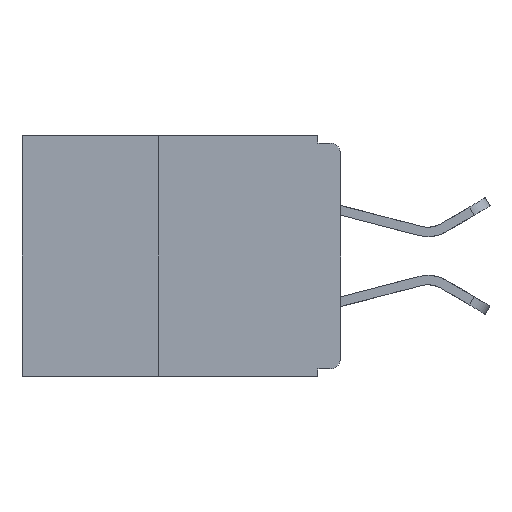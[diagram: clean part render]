
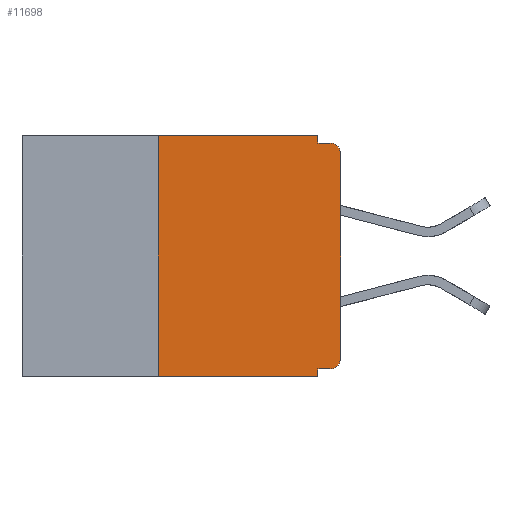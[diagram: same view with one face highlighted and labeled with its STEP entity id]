
A CAD part, left-side view. The second image highlights one B-rep face of the part: STEP entity #11698.
In plain terms, the highlighted planar face has unit normal (-1, 0, 0).
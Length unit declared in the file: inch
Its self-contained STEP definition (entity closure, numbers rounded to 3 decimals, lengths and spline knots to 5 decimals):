
#253 = CARTESIAN_POINT ( 'NONE',  ( 0., 0., 0. ) ) ;
#889 = EDGE_CURVE ( 'NONE', #7791, #18660, #9034, .T. ) ;
#925 = ORIENTED_EDGE ( 'NONE', *, *, #13383, .T. ) ;
#1102 = CARTESIAN_POINT ( 'NONE',  ( 0., 0., -0.32 ) ) ;
#1216 = CARTESIAN_POINT ( 'NONE',  ( 0., 0.437, -0.33 ) ) ;
#1692 = DIRECTION ( 'NONE',  ( 0., -1., 0. ) ) ;
#1724 = CARTESIAN_POINT ( 'NONE',  ( 0., 0.031, -0.33 ) ) ;
#1897 = AXIS2_PLACEMENT_3D ( 'NONE', #22191, #18971, #8774 ) ;
#2055 = CARTESIAN_POINT ( 'NONE',  ( 0., 0.031, -0.01 ) ) ;
#2196 = EDGE_LOOP ( 'NONE', ( #3626, #5854, #20863, #19860, #15913, #18022, #16695, #4603, #14351, #925 ) ) ;
#2346 = VERTEX_POINT ( 'NONE', #17520 ) ;
#2429 = CARTESIAN_POINT ( 'NONE',  ( 0., 0.031, -0.33 ) ) ;
#2552 = LINE ( 'NONE', #253, #11368 ) ;
#3626 = ORIENTED_EDGE ( 'NONE', *, *, #11876, .T. ) ;
#4603 = ORIENTED_EDGE ( 'NONE', *, *, #20344, .F. ) ;
#4787 = VECTOR ( 'NONE', #1692, 39.37008 ) ;
#5854 = ORIENTED_EDGE ( 'NONE', *, *, #14081, .T. ) ;
#6030 = CARTESIAN_POINT ( 'NONE',  ( 0., 0.25, -0.33 ) ) ;
#6521 = DIRECTION ( 'NONE',  ( -1., 0., 0. ) ) ;
#7515 = CARTESIAN_POINT ( 'NONE',  ( 0., 0.015, -0.32 ) ) ;
#7660 = VERTEX_POINT ( 'NONE', #8031 ) ;
#7791 = VERTEX_POINT ( 'NONE', #15267 ) ;
#7933 = CARTESIAN_POINT ( 'NONE',  ( 0., 0.015, -0.01 ) ) ;
#7945 = VERTEX_POINT ( 'NONE', #14066 ) ;
#8031 = CARTESIAN_POINT ( 'NONE',  ( 0., 0., -0.305 ) ) ;
#8687 = EDGE_CURVE ( 'NONE', #2346, #14223, #11357, .T. ) ;
#8774 = DIRECTION ( 'NONE',  ( 0., 0., -1. ) ) ;
#8823 = CARTESIAN_POINT ( 'NONE',  ( 0., 0.015, -0.025 ) ) ;
#8976 = EDGE_CURVE ( 'NONE', #14223, #15861, #14278, .T. ) ;
#9034 = LINE ( 'NONE', #1216, #12540 ) ;
#9383 = VECTOR ( 'NONE', #10548, 39.37008 ) ;
#9458 = LINE ( 'NONE', #20671, #4787 ) ;
#9555 = DIRECTION ( 'NONE',  ( 0., 0., 1. ) ) ;
#10106 = DIRECTION ( 'NONE',  ( 0., -1., 0. ) ) ;
#10221 = AXIS2_PLACEMENT_3D ( 'NONE', #8823, #20711, #10563 ) ;
#10269 = VECTOR ( 'NONE', #16193, 39.37008 ) ;
#10548 = DIRECTION ( 'NONE',  ( 0., 0., -1. ) ) ;
#10563 = DIRECTION ( 'NONE',  ( 0., 0., -1. ) ) ;
#10735 = LINE ( 'NONE', #6030, #14689 ) ;
#11357 = LINE ( 'NONE', #12812, #10269 ) ;
#11368 = VECTOR ( 'NONE', #15990, 39.37008 ) ;
#11698 = ADVANCED_FACE ( 'NONE', ( #19590 ), #15547, .F. ) ;
#11876 = EDGE_CURVE ( 'NONE', #7660, #7945, #2552, .T. ) ;
#12100 = DIRECTION ( 'NONE',  ( 0., -1., 0. ) ) ;
#12540 = VECTOR ( 'NONE', #12100, 39.37008 ) ;
#12812 = CARTESIAN_POINT ( 'NONE',  ( 0., 0.031, 0. ) ) ;
#13371 = DIRECTION ( 'NONE',  ( 0., 1., 0. ) ) ;
#13383 = EDGE_CURVE ( 'NONE', #19856, #7660, #16058, .T. ) ;
#13453 = CARTESIAN_POINT ( 'NONE',  ( 0., 0., -0.01 ) ) ;
#13897 = LINE ( 'NONE', #1724, #9383 ) ;
#14066 = CARTESIAN_POINT ( 'NONE',  ( 0., 0., -0.025 ) ) ;
#14081 = EDGE_CURVE ( 'NONE', #7945, #15861, #20276, .T. ) ;
#14223 = VERTEX_POINT ( 'NONE', #2055 ) ;
#14278 = LINE ( 'NONE', #13453, #22137 ) ;
#14351 = ORIENTED_EDGE ( 'NONE', *, *, #18205, .F. ) ;
#14689 = VECTOR ( 'NONE', #9555, 39.37008 ) ;
#14800 = VERTEX_POINT ( 'NONE', #17501 ) ;
#15267 = CARTESIAN_POINT ( 'NONE',  ( 0., 0.25, -0.33 ) ) ;
#15547 = PLANE ( 'NONE',  #1897 ) ;
#15861 = VERTEX_POINT ( 'NONE', #7933 ) ;
#15913 = ORIENTED_EDGE ( 'NONE', *, *, #17931, .F. ) ;
#15990 = DIRECTION ( 'NONE',  ( 0., 0., 1. ) ) ;
#16058 = CIRCLE ( 'NONE', #20586, 0.015 ) ;
#16193 = DIRECTION ( 'NONE',  ( 0., 0., -1. ) ) ;
#16256 = CARTESIAN_POINT ( 'NONE',  ( 0., 0.031, -0.32 ) ) ;
#16695 = ORIENTED_EDGE ( 'NONE', *, *, #889, .T. ) ;
#16799 = CARTESIAN_POINT ( 'NONE',  ( 0., 0.015, -0.305 ) ) ;
#17501 = CARTESIAN_POINT ( 'NONE',  ( 0., 0.25, 0. ) ) ;
#17520 = CARTESIAN_POINT ( 'NONE',  ( 0., 0.031, 0. ) ) ;
#17680 = VECTOR ( 'NONE', #13371, 39.37008 ) ;
#17931 = EDGE_CURVE ( 'NONE', #14800, #2346, #9458, .T. ) ;
#18022 = ORIENTED_EDGE ( 'NONE', *, *, #20507, .F. ) ;
#18041 = VERTEX_POINT ( 'NONE', #16256 ) ;
#18205 = EDGE_CURVE ( 'NONE', #19856, #18041, #21092, .T. ) ;
#18506 = DIRECTION ( 'NONE',  ( 0., 0., -1. ) ) ;
#18660 = VERTEX_POINT ( 'NONE', #2429 ) ;
#18971 = DIRECTION ( 'NONE',  ( 1., 0., 0. ) ) ;
#19590 = FACE_OUTER_BOUND ( 'NONE', #2196, .T. ) ;
#19856 = VERTEX_POINT ( 'NONE', #7515 ) ;
#19860 = ORIENTED_EDGE ( 'NONE', *, *, #8687, .F. ) ;
#20276 = CIRCLE ( 'NONE', #10221, 0.015 ) ;
#20344 = EDGE_CURVE ( 'NONE', #18041, #18660, #13897, .T. ) ;
#20507 = EDGE_CURVE ( 'NONE', #7791, #14800, #10735, .T. ) ;
#20586 = AXIS2_PLACEMENT_3D ( 'NONE', #16799, #6521, #18506 ) ;
#20671 = CARTESIAN_POINT ( 'NONE',  ( 0., 0.437, 0. ) ) ;
#20711 = DIRECTION ( 'NONE',  ( -1., 0., 0. ) ) ;
#20863 = ORIENTED_EDGE ( 'NONE', *, *, #8976, .F. ) ;
#21092 = LINE ( 'NONE', #1102, #17680 ) ;
#22137 = VECTOR ( 'NONE', #10106, 39.37008 ) ;
#22191 = CARTESIAN_POINT ( 'NONE',  ( 0., 0.437, 0. ) ) ;
